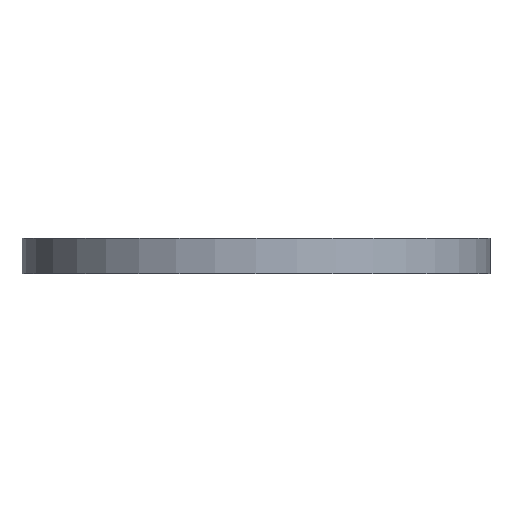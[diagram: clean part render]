
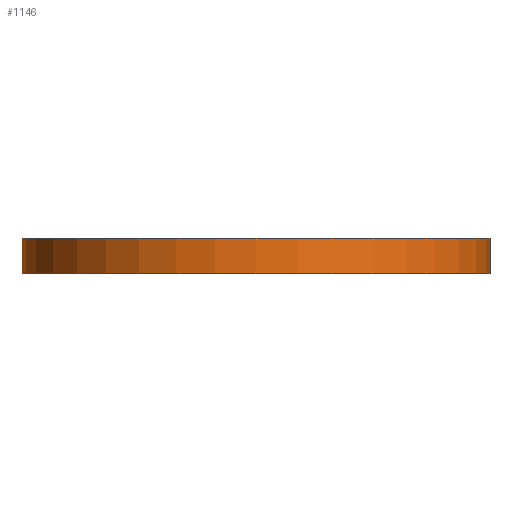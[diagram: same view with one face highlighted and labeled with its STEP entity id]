
A CAD part, front view. The second image highlights one B-rep face of the part: STEP entity #1146.
In plain terms, the highlighted cylindrical face has radius 19.845 mm (diameter 39.69 mm), a full revolution.
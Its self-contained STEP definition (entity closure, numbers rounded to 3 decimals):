
#1146 = ADVANCED_FACE( '', ( #2567, #2568 ), #2569, .T. );
#2567 = FACE_OUTER_BOUND( '', #4262, .T. );
#2568 = FACE_OUTER_BOUND( '', #4263, .T. );
#2569 = CYLINDRICAL_SURFACE( '', #4264, 19.845 );
#4262 = EDGE_LOOP( '', ( #7349 ) );
#4263 = EDGE_LOOP( '', ( #7350 ) );
#4264 = AXIS2_PLACEMENT_3D( '', #7351, #7352, #7353 );
#7349 = ORIENTED_EDGE( '', *, *, #11130, .T. );
#7350 = ORIENTED_EDGE( '', *, *, #10901, .T. );
#7351 = CARTESIAN_POINT( '', ( 0., 0., 0. ) );
#7352 = DIRECTION( '', ( 0., 0., -1. ) );
#7353 = DIRECTION( '', ( 1., 0., 0. ) );
#10901 = EDGE_CURVE( '', #13339, #13339, #13340, .F. );
#11130 = EDGE_CURVE( '', #13644, #13644, #13645, .F. );
#13339 = VERTEX_POINT( '', #16447 );
#13340 = CIRCLE( '', #16448, 19.845 );
#13644 = VERTEX_POINT( '', #16873 );
#13645 = CIRCLE( '', #16874, 19.845 );
#16447 = CARTESIAN_POINT( '', ( -19.845, 0., -3. ) );
#16448 = AXIS2_PLACEMENT_3D( '', #19176, #19177, #19178 );
#16873 = CARTESIAN_POINT( '', ( 19.845, 0., 0. ) );
#16874 = AXIS2_PLACEMENT_3D( '', #19417, #19418, #19419 );
#19176 = CARTESIAN_POINT( '', ( 0., 0., -3. ) );
#19177 = DIRECTION( '', ( 0., 0., -1. ) );
#19178 = DIRECTION( '', ( -1., 0., 0. ) );
#19417 = CARTESIAN_POINT( '', ( 0., 0., 0. ) );
#19418 = DIRECTION( '', ( 0., 0., 1. ) );
#19419 = DIRECTION( '', ( 1., 0., 0. ) );
